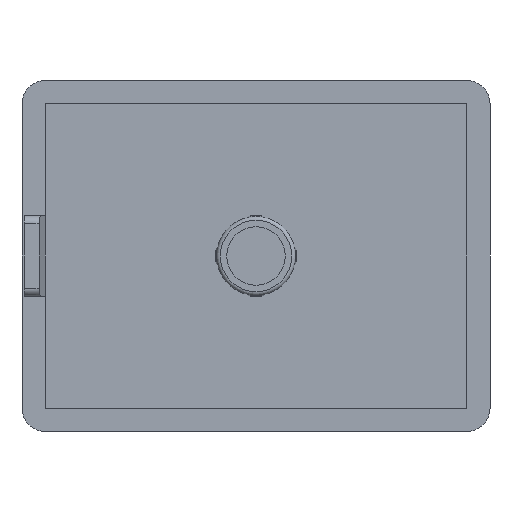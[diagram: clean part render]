
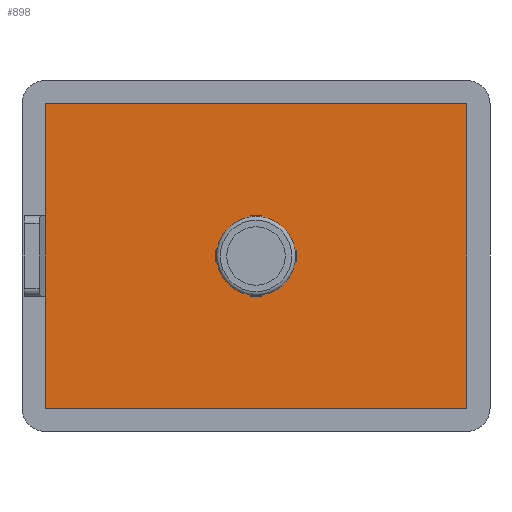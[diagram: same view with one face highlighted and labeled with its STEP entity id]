
A CAD part, front view. The second image highlights one B-rep face of the part: STEP entity #898.
In plain terms, the highlighted planar face has unit normal (0, -1, 0).
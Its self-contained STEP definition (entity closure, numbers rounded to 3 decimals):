
#33=FACE_BOUND('',#190,.T.);
#53=CIRCLE('',#996,5.2);
#54=CIRCLE('',#997,5.05);
#55=CIRCLE('',#998,5.2);
#56=CIRCLE('',#999,5.05);
#57=CIRCLE('',#1000,5.2);
#58=CIRCLE('',#1001,5.05);
#59=CIRCLE('',#1002,5.2);
#60=CIRCLE('',#1003,5.05);
#134=FACE_OUTER_BOUND('',#189,.T.);
#189=EDGE_LOOP('',(#697,#698,#699,#700));
#190=EDGE_LOOP('',(#701,#702,#703,#704,#705,#706,#707,#708,#709,#710,#711,
#712,#713,#714,#715,#716));
#222=LINE('',#1355,#294);
#260=LINE('',#1470,#332);
#262=LINE('',#1474,#334);
#264=LINE('',#1477,#336);
#265=LINE('',#1481,#337);
#266=LINE('',#1485,#338);
#267=LINE('',#1489,#339);
#268=LINE('',#1493,#340);
#269=LINE('',#1497,#341);
#270=LINE('',#1501,#342);
#271=LINE('',#1505,#343);
#272=LINE('',#1509,#344);
#294=VECTOR('',#1063,1000.);
#332=VECTOR('',#1189,1000.);
#334=VECTOR('',#1193,1000.);
#336=VECTOR('',#1197,1000.);
#337=VECTOR('',#1200,1000.);
#338=VECTOR('',#1203,1000.);
#339=VECTOR('',#1206,1000.);
#340=VECTOR('',#1209,1000.);
#341=VECTOR('',#1212,1000.);
#342=VECTOR('',#1215,1000.);
#343=VECTOR('',#1218,1000.);
#344=VECTOR('',#1221,1000.);
#366=VERTEX_POINT('',#1352);
#367=VERTEX_POINT('',#1354);
#400=VERTEX_POINT('',#1469);
#401=VERTEX_POINT('',#1473);
#402=VERTEX_POINT('',#1479);
#403=VERTEX_POINT('',#1480);
#404=VERTEX_POINT('',#1482);
#405=VERTEX_POINT('',#1484);
#406=VERTEX_POINT('',#1486);
#407=VERTEX_POINT('',#1488);
#408=VERTEX_POINT('',#1490);
#409=VERTEX_POINT('',#1492);
#410=VERTEX_POINT('',#1494);
#411=VERTEX_POINT('',#1496);
#412=VERTEX_POINT('',#1498);
#413=VERTEX_POINT('',#1500);
#414=VERTEX_POINT('',#1502);
#415=VERTEX_POINT('',#1504);
#416=VERTEX_POINT('',#1506);
#417=VERTEX_POINT('',#1508);
#450=EDGE_CURVE('',#366,#367,#222,.T.);
#508=EDGE_CURVE('',#367,#400,#260,.T.);
#510=EDGE_CURVE('',#400,#401,#262,.T.);
#512=EDGE_CURVE('',#401,#366,#264,.T.);
#513=EDGE_CURVE('',#402,#403,#265,.T.);
#514=EDGE_CURVE('',#403,#404,#53,.T.);
#515=EDGE_CURVE('',#404,#405,#266,.T.);
#516=EDGE_CURVE('',#405,#406,#54,.T.);
#517=EDGE_CURVE('',#406,#407,#267,.T.);
#518=EDGE_CURVE('',#407,#408,#55,.T.);
#519=EDGE_CURVE('',#408,#409,#268,.T.);
#520=EDGE_CURVE('',#409,#410,#56,.T.);
#521=EDGE_CURVE('',#410,#411,#269,.T.);
#522=EDGE_CURVE('',#411,#412,#57,.T.);
#523=EDGE_CURVE('',#412,#413,#270,.T.);
#524=EDGE_CURVE('',#413,#414,#58,.T.);
#525=EDGE_CURVE('',#414,#415,#271,.T.);
#526=EDGE_CURVE('',#415,#416,#59,.T.);
#527=EDGE_CURVE('',#416,#417,#272,.T.);
#528=EDGE_CURVE('',#417,#402,#60,.T.);
#697=ORIENTED_EDGE('',*,*,#450,.F.);
#698=ORIENTED_EDGE('',*,*,#512,.F.);
#699=ORIENTED_EDGE('',*,*,#510,.F.);
#700=ORIENTED_EDGE('',*,*,#508,.F.);
#701=ORIENTED_EDGE('',*,*,#513,.T.);
#702=ORIENTED_EDGE('',*,*,#514,.T.);
#703=ORIENTED_EDGE('',*,*,#515,.T.);
#704=ORIENTED_EDGE('',*,*,#516,.T.);
#705=ORIENTED_EDGE('',*,*,#517,.T.);
#706=ORIENTED_EDGE('',*,*,#518,.T.);
#707=ORIENTED_EDGE('',*,*,#519,.T.);
#708=ORIENTED_EDGE('',*,*,#520,.T.);
#709=ORIENTED_EDGE('',*,*,#521,.T.);
#710=ORIENTED_EDGE('',*,*,#522,.T.);
#711=ORIENTED_EDGE('',*,*,#523,.T.);
#712=ORIENTED_EDGE('',*,*,#524,.T.);
#713=ORIENTED_EDGE('',*,*,#525,.T.);
#714=ORIENTED_EDGE('',*,*,#526,.T.);
#715=ORIENTED_EDGE('',*,*,#527,.T.);
#716=ORIENTED_EDGE('',*,*,#528,.T.);
#858=PLANE('',#995);
#898=ADVANCED_FACE('',(#134,#33),#858,.F.);
#995=AXIS2_PLACEMENT_3D('',#1478,#1198,#1199);
#996=AXIS2_PLACEMENT_3D('',#1483,#1201,#1202);
#997=AXIS2_PLACEMENT_3D('',#1487,#1204,#1205);
#998=AXIS2_PLACEMENT_3D('',#1491,#1207,#1208);
#999=AXIS2_PLACEMENT_3D('',#1495,#1210,#1211);
#1000=AXIS2_PLACEMENT_3D('',#1499,#1213,#1214);
#1001=AXIS2_PLACEMENT_3D('',#1503,#1216,#1217);
#1002=AXIS2_PLACEMENT_3D('',#1507,#1219,#1220);
#1003=AXIS2_PLACEMENT_3D('',#1510,#1222,#1223);
#1063=DIRECTION('',(0.,0.,1.));
#1189=DIRECTION('',(1.,0.,0.));
#1193=DIRECTION('',(0.,0.,-1.));
#1197=DIRECTION('',(-1.,0.,0.));
#1198=DIRECTION('center_axis',(0.,1.,0.));
#1199=DIRECTION('ref_axis',(0.,0.,1.));
#1200=DIRECTION('',(-1.,0.,0.));
#1201=DIRECTION('center_axis',(0.,1.,0.));
#1202=DIRECTION('ref_axis',(1.,0.,0.));
#1203=DIRECTION('',(1.,0.,0.));
#1204=DIRECTION('center_axis',(0.,1.,0.));
#1205=DIRECTION('ref_axis',(1.,0.,0.));
#1206=DIRECTION('',(0.,0.,1.));
#1207=DIRECTION('center_axis',(0.,1.,0.));
#1208=DIRECTION('ref_axis',(1.,0.,0.));
#1209=DIRECTION('',(0.,0.,-1.));
#1210=DIRECTION('center_axis',(0.,1.,0.));
#1211=DIRECTION('ref_axis',(1.,0.,0.));
#1212=DIRECTION('',(1.,0.,0.));
#1213=DIRECTION('center_axis',(0.,1.,0.));
#1214=DIRECTION('ref_axis',(1.,0.,0.));
#1215=DIRECTION('',(-1.,0.,0.));
#1216=DIRECTION('center_axis',(0.,1.,0.));
#1217=DIRECTION('ref_axis',(1.,0.,0.));
#1218=DIRECTION('',(0.,0.,-1.));
#1219=DIRECTION('center_axis',(0.,1.,0.));
#1220=DIRECTION('ref_axis',(1.,0.,0.));
#1221=DIRECTION('',(0.,0.,1.));
#1222=DIRECTION('center_axis',(0.,1.,0.));
#1223=DIRECTION('ref_axis',(1.,0.,0.));
#1352=CARTESIAN_POINT('',(-27.,-3.,-19.5));
#1354=CARTESIAN_POINT('',(-27.,-3.,19.5));
#1355=CARTESIAN_POINT('',(-27.,-3.,-19.5));
#1469=CARTESIAN_POINT('',(27.,-3.,19.5));
#1470=CARTESIAN_POINT('',(-27.,-3.,19.5));
#1473=CARTESIAN_POINT('',(27.,-3.,-19.5));
#1474=CARTESIAN_POINT('',(27.,-3.,19.5));
#1477=CARTESIAN_POINT('',(27.,-3.,-19.5));
#1478=CARTESIAN_POINT('Origin',(0.,-3.,0.));
#1479=CARTESIAN_POINT('',(-4.95,-3.,-1.));
#1480=CARTESIAN_POINT('',(-5.103,-3.,-1.));
#1481=CARTESIAN_POINT('',(-4.95,-3.,-1.));
#1482=CARTESIAN_POINT('',(-5.103,-3.,1.));
#1483=CARTESIAN_POINT('Origin',(0.,-3.,0.));
#1484=CARTESIAN_POINT('',(-4.95,-3.,1.));
#1485=CARTESIAN_POINT('',(-5.103,-3.,1.));
#1486=CARTESIAN_POINT('',(-1.,-3.,4.95));
#1487=CARTESIAN_POINT('Origin',(0.,-3.,0.));
#1488=CARTESIAN_POINT('',(-1.,-3.,5.103));
#1489=CARTESIAN_POINT('',(-1.,-3.,4.95));
#1490=CARTESIAN_POINT('',(1.,-3.,5.103));
#1491=CARTESIAN_POINT('Origin',(0.,-3.,0.));
#1492=CARTESIAN_POINT('',(1.,-3.,4.95));
#1493=CARTESIAN_POINT('',(1.,-3.,5.103));
#1494=CARTESIAN_POINT('',(4.95,-3.,1.));
#1495=CARTESIAN_POINT('Origin',(0.,-3.,0.));
#1496=CARTESIAN_POINT('',(5.103,-3.,1.));
#1497=CARTESIAN_POINT('',(4.95,-3.,1.));
#1498=CARTESIAN_POINT('',(5.103,-3.,-1.));
#1499=CARTESIAN_POINT('Origin',(0.,-3.,0.));
#1500=CARTESIAN_POINT('',(4.95,-3.,-1.));
#1501=CARTESIAN_POINT('',(5.103,-3.,-1.));
#1502=CARTESIAN_POINT('',(1.,-3.,-4.95));
#1503=CARTESIAN_POINT('Origin',(0.,-3.,0.));
#1504=CARTESIAN_POINT('',(1.,-3.,-5.103));
#1505=CARTESIAN_POINT('',(1.,-3.,-4.95));
#1506=CARTESIAN_POINT('',(-1.,-3.,-5.103));
#1507=CARTESIAN_POINT('Origin',(0.,-3.,0.));
#1508=CARTESIAN_POINT('',(-1.,-3.,-4.95));
#1509=CARTESIAN_POINT('',(-1.,-3.,-5.103));
#1510=CARTESIAN_POINT('Origin',(0.,-3.,0.));
